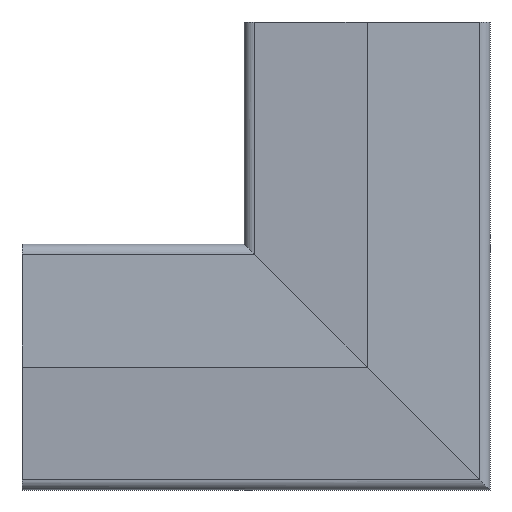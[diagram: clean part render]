
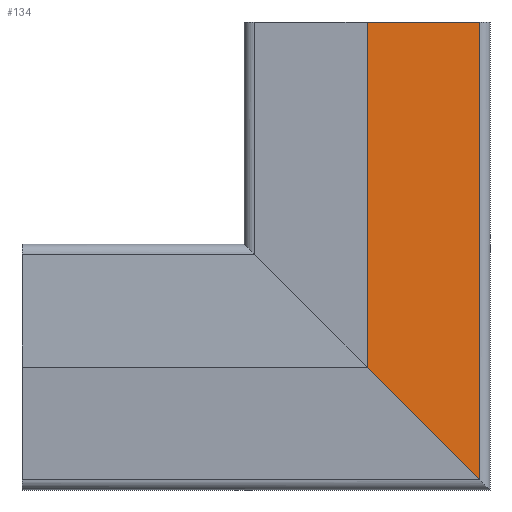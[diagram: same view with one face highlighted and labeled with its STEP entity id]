
A CAD part, front view. The second image highlights one B-rep face of the part: STEP entity #134.
In plain terms, the highlighted planar face has unit normal (0.044, -0.999, 0).
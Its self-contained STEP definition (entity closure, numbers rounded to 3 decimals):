
#134=ADVANCED_FACE('',(#182),#157,.F.);
#157=PLANE('',#606);
#182=FACE_OUTER_BOUND('',#210,.T.);
#210=EDGE_LOOP('',(#303,#304,#305,#306));
#303=ORIENTED_EDGE('',*,*,#449,.F.);
#304=ORIENTED_EDGE('',*,*,#410,.F.);
#305=ORIENTED_EDGE('',*,*,#448,.T.);
#306=ORIENTED_EDGE('',*,*,#450,.T.);
#363=VERTEX_POINT('',#775);
#365=VERTEX_POINT('',#781);
#390=VERTEX_POINT('',#857);
#391=VERTEX_POINT('',#861);
#410=EDGE_CURVE('',#365,#363,#476,.T.);
#448=EDGE_CURVE('',#365,#390,#507,.T.);
#449=EDGE_CURVE('',#363,#391,#508,.T.);
#450=EDGE_CURVE('',#390,#391,#509,.T.);
#476=LINE('',#783,#532);
#507=LINE('',#858,#563);
#508=LINE('',#860,#564);
#509=LINE('',#862,#565);
#532=VECTOR('',#641,1.);
#563=VECTOR('',#712,1.);
#564=VECTOR('',#715,1.);
#565=VECTOR('',#716,1.);
#606=AXIS2_PLACEMENT_3D('',#863,#717,#718);
#641=DIRECTION('',(-0.707,-0.031,0.707));
#712=DIRECTION('',(0.,0.,1.));
#715=DIRECTION('',(0.,0.,1.));
#716=DIRECTION('',(-0.999,-0.044,0.));
#717=DIRECTION('',(-0.044,0.999,0.));
#718=DIRECTION('',(-0.999,-0.044,0.));
#775=CARTESIAN_POINT('',(112887.085,-100529.961,-47.5));
#781=CARTESIAN_POINT('',(112935.281,-100527.857,-95.696));
#783=CARTESIAN_POINT('',(112937.431,-100527.763,-97.846));
#857=CARTESIAN_POINT('',(112935.281,-100527.857,100.));
#858=CARTESIAN_POINT('',(112935.281,-100527.857,-100.));
#860=CARTESIAN_POINT('',(112887.085,-100529.961,-100.));
#861=CARTESIAN_POINT('',(112887.085,-100529.961,100.));
#862=CARTESIAN_POINT('',(112935.281,-100527.857,100.));
#863=CARTESIAN_POINT('',(112935.281,-100527.857,-100.));
